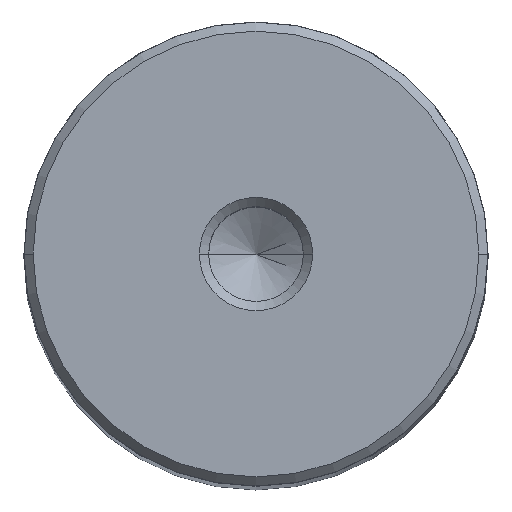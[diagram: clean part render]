
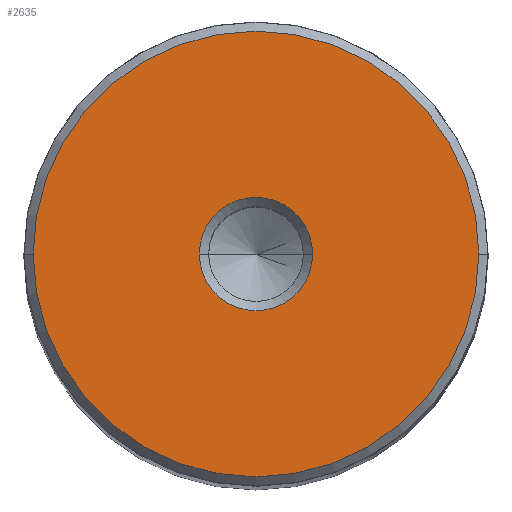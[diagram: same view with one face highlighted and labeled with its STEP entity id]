
A CAD part, top view. The second image highlights one B-rep face of the part: STEP entity #2635.
In plain terms, the highlighted planar face has unit normal (0, 0, 1).
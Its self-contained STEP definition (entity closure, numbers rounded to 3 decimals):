
#3 = EDGE_CURVE ( 'NONE', #85, #2236, #1148, .T. ) ;
#4 = CIRCLE ( 'NONE', #66, 24. ) ;
#47 = DIRECTION ( 'NONE',  ( 0., 0., 1. ) ) ;
#66 = AXIS2_PLACEMENT_3D ( 'NONE', #2212, #2221, #782 ) ;
#85 = VERTEX_POINT ( 'NONE', #1992 ) ;
#257 = CARTESIAN_POINT ( 'NONE',  ( 0., 0., 240. ) ) ;
#297 = ORIENTED_EDGE ( 'NONE', *, *, #1274, .T. ) ;
#352 = DIRECTION ( 'NONE',  ( 1., 0., 0. ) ) ;
#362 = EDGE_LOOP ( 'NONE', ( #2240, #804 ) ) ;
#369 = CARTESIAN_POINT ( 'NONE',  ( 0., 0., 240. ) ) ;
#489 = DIRECTION ( 'NONE',  ( 0., 0., -1. ) ) ;
#524 = FACE_OUTER_BOUND ( 'NONE', #1694, .T. ) ;
#782 = DIRECTION ( 'NONE',  ( 1., 0., 0. ) ) ;
#803 = CIRCLE ( 'NONE', #1589, 6.1 ) ;
#804 = ORIENTED_EDGE ( 'NONE', *, *, #3, .T. ) ;
#987 = VERTEX_POINT ( 'NONE', #2103 ) ;
#1018 = CARTESIAN_POINT ( 'NONE',  ( 6.1, 0., 240. ) ) ;
#1122 = FACE_BOUND ( 'NONE', #362, .T. ) ;
#1148 = CIRCLE ( 'NONE', #2102, 6.1 ) ;
#1190 = AXIS2_PLACEMENT_3D ( 'NONE', #257, #47, #1911 ) ;
#1267 = DIRECTION ( 'NONE',  ( 1., 0., 0. ) ) ;
#1274 = EDGE_CURVE ( 'NONE', #1455, #987, #1286, .T. ) ;
#1286 = CIRCLE ( 'NONE', #2417, 24. ) ;
#1307 = CARTESIAN_POINT ( 'NONE',  ( 0., 0., 240. ) ) ;
#1419 = EDGE_CURVE ( 'NONE', #987, #1455, #4, .T. ) ;
#1453 = PLANE ( 'NONE',  #1190 ) ;
#1455 = VERTEX_POINT ( 'NONE', #2469 ) ;
#1589 = AXIS2_PLACEMENT_3D ( 'NONE', #1876, #489, #1679 ) ;
#1679 = DIRECTION ( 'NONE',  ( 1., 0., 0. ) ) ;
#1694 = EDGE_LOOP ( 'NONE', ( #297, #1748 ) ) ;
#1742 = DIRECTION ( 'NONE',  ( 0., 0., 1. ) ) ;
#1748 = ORIENTED_EDGE ( 'NONE', *, *, #1419, .T. ) ;
#1876 = CARTESIAN_POINT ( 'NONE',  ( 0., 0., 240. ) ) ;
#1911 = DIRECTION ( 'NONE',  ( 1., 0., 0. ) ) ;
#1992 = CARTESIAN_POINT ( 'NONE',  ( -6.1, 0., 240. ) ) ;
#2102 = AXIS2_PLACEMENT_3D ( 'NONE', #1307, #2685, #352 ) ;
#2103 = CARTESIAN_POINT ( 'NONE',  ( 24., 0., 240. ) ) ;
#2212 = CARTESIAN_POINT ( 'NONE',  ( 0., 0., 240. ) ) ;
#2221 = DIRECTION ( 'NONE',  ( 0., 0., 1. ) ) ;
#2236 = VERTEX_POINT ( 'NONE', #1018 ) ;
#2240 = ORIENTED_EDGE ( 'NONE', *, *, #2433, .T. ) ;
#2417 = AXIS2_PLACEMENT_3D ( 'NONE', #369, #1742, #1267 ) ;
#2433 = EDGE_CURVE ( 'NONE', #2236, #85, #803, .T. ) ;
#2469 = CARTESIAN_POINT ( 'NONE',  ( -24., 0., 240. ) ) ;
#2635 = ADVANCED_FACE ( 'NONE', ( #1122, #524 ), #1453, .T. ) ;
#2685 = DIRECTION ( 'NONE',  ( 0., 0., -1. ) ) ;
